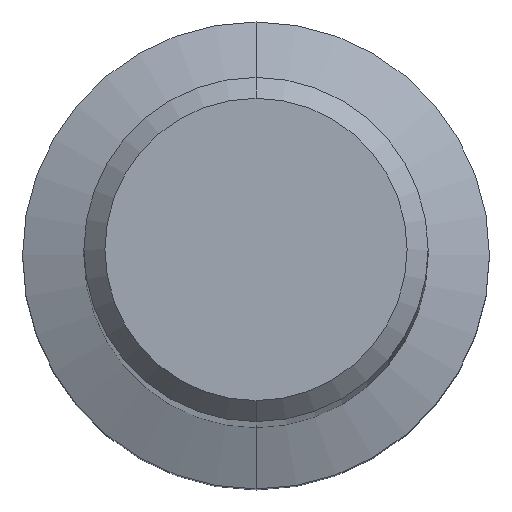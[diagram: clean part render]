
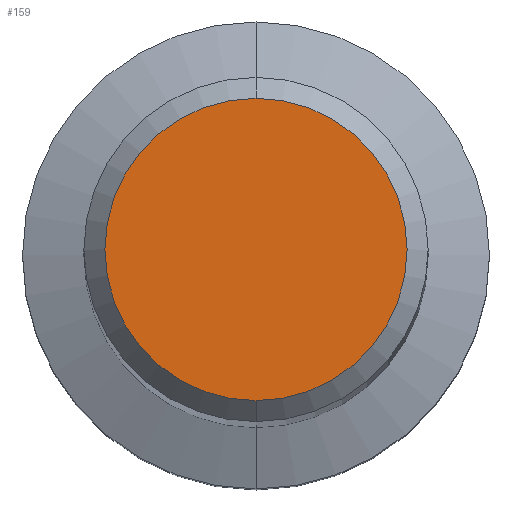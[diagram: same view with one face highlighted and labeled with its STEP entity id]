
A CAD part, top view. The second image highlights one B-rep face of the part: STEP entity #159.
In plain terms, the highlighted planar face has unit normal (0, 0, 1).
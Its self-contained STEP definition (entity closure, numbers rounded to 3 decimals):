
#135=EDGE_CURVE('',#269,#217,#336,.T.);
#159=ADVANCED_FACE('',(#363),#364,.T.);
#217=VERTEX_POINT('',#432);
#269=VERTEX_POINT('',#489);
#299=EDGE_CURVE('',#217,#269,#522,.T.);
#336=CIRCLE('',#556,3.6);
#363=FACE_OUTER_BOUND('',#590,.T.);
#364=PLANE('',#591);
#432=CARTESIAN_POINT('',(0.,-3.6,0.0));
#489=CARTESIAN_POINT('',(0.0,3.6,0.0));
#522=CIRCLE('',#794,3.6);
#556=AXIS2_PLACEMENT_3D('',#822,#823,#824);
#590=EDGE_LOOP('',(#861,#862));
#591=AXIS2_PLACEMENT_3D('',#863,#864,#865);
#794=AXIS2_PLACEMENT_3D('',#1057,#1058,#1059);
#822=CARTESIAN_POINT('',(0.0,0.0,0.0));
#823=DIRECTION('',(0.0,0.0,-1.0));
#824=DIRECTION('',(0.0,1.0,0.0));
#861=ORIENTED_EDGE('',*,*,#135,.F.);
#862=ORIENTED_EDGE('',*,*,#299,.F.);
#863=CARTESIAN_POINT('',(0.0,1.8,0.0));
#864=DIRECTION('',(-0.0,0.0,1.0));
#865=DIRECTION('',(0.0,-1.0,0.0));
#1057=CARTESIAN_POINT('',(0.0,0.0,0.0));
#1058=DIRECTION('',(0.0,0.0,-1.0));
#1059=DIRECTION('',(0.0,1.0,0.0));
